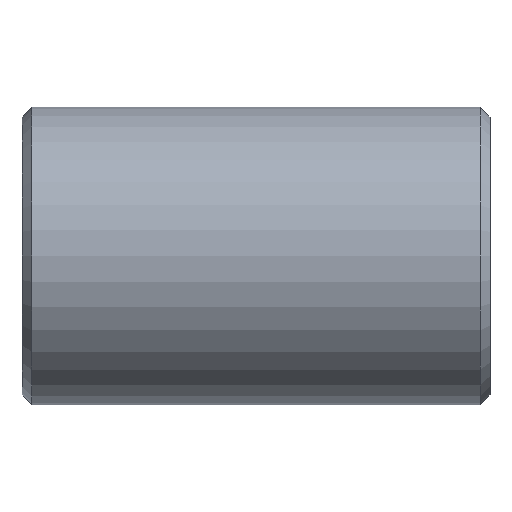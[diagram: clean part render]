
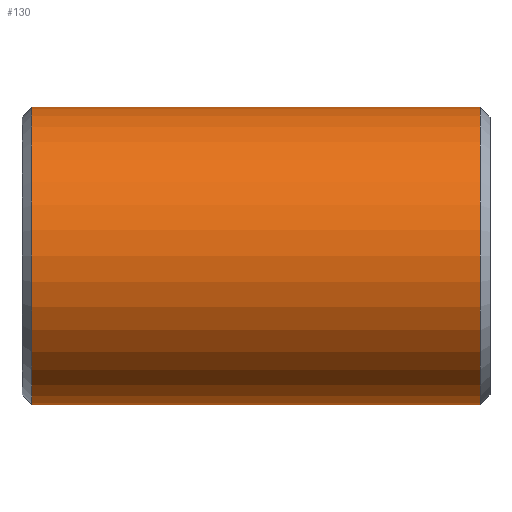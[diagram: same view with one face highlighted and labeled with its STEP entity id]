
A CAD part, front view. The second image highlights one B-rep face of the part: STEP entity #130.
In plain terms, the highlighted cylindrical face has radius 177.8 mm (diameter 355.6 mm), a partial arc.
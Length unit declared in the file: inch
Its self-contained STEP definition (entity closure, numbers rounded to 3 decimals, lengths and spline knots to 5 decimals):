
#4 = CARTESIAN_POINT ( 'NONE',  ( -10.53133, 0., 0. ) ) ;
#8 = VERTEX_POINT ( 'NONE', #141 ) ;
#14 = DIRECTION ( 'NONE',  ( 1., 0., 0. ) ) ;
#37 = EDGE_CURVE ( 'NONE', #8, #595, #374, .T. ) ;
#38 = LINE ( 'NONE', #352, #590 ) ;
#65 = CIRCLE ( 'NONE', #406, 7. ) ;
#71 = CIRCLE ( 'NONE', #182, 7. ) ;
#77 = CARTESIAN_POINT ( 'NONE',  ( 10.53133, 0., 0. ) ) ;
#84 = VERTEX_POINT ( 'NONE', #497 ) ;
#99 = VECTOR ( 'NONE', #551, 39.37008 ) ;
#100 = ORIENTED_EDGE ( 'NONE', *, *, #342, .F. ) ;
#111 = LINE ( 'NONE', #290, #165 ) ;
#115 = DIRECTION ( 'NONE',  ( 0., 0., 1. ) ) ;
#130 = ADVANCED_FACE ( 'NONE', ( #572 ), #217, .T. ) ;
#141 = CARTESIAN_POINT ( 'NONE',  ( 10.53133, 0., 7. ) ) ;
#165 = VECTOR ( 'NONE', #527, 39.37008 ) ;
#182 = AXIS2_PLACEMENT_3D ( 'NONE', #77, #296, #221 ) ;
#190 = CARTESIAN_POINT ( 'NONE',  ( -10.53133, 0., 7. ) ) ;
#192 = CARTESIAN_POINT ( 'NONE',  ( 11., 0., 7. ) ) ;
#202 = CARTESIAN_POINT ( 'NONE',  ( -10.53133, 0., -7. ) ) ;
#211 = CARTESIAN_POINT ( 'NONE',  ( 0., 0., 7. ) ) ;
#217 = CYLINDRICAL_SURFACE ( 'NONE', #458, 7. ) ;
#221 = DIRECTION ( 'NONE',  ( 0., 0., -1. ) ) ;
#239 = ORIENTED_EDGE ( 'NONE', *, *, #540, .F. ) ;
#250 = CARTESIAN_POINT ( 'NONE',  ( 11., 0., 0. ) ) ;
#255 = VECTOR ( 'NONE', #381, 39.37008 ) ;
#278 = ORIENTED_EDGE ( 'NONE', *, *, #492, .T. ) ;
#286 = LINE ( 'NONE', #467, #99 ) ;
#290 = CARTESIAN_POINT ( 'NONE',  ( 11., 0., 7. ) ) ;
#296 = DIRECTION ( 'NONE',  ( -1., 0., 0. ) ) ;
#306 = DIRECTION ( 'NONE',  ( -1., 0., 0. ) ) ;
#342 = EDGE_CURVE ( 'NONE', #405, #501, #38, .T. ) ;
#352 = CARTESIAN_POINT ( 'NONE',  ( 11., 0., -7. ) ) ;
#374 = LINE ( 'NONE', #192, #255 ) ;
#375 = ORIENTED_EDGE ( 'NONE', *, *, #593, .T. ) ;
#381 = DIRECTION ( 'NONE',  ( -1., 0., 0. ) ) ;
#384 = ORIENTED_EDGE ( 'NONE', *, *, #425, .T. ) ;
#404 = CARTESIAN_POINT ( 'NONE',  ( 0., 0., -7. ) ) ;
#405 = VERTEX_POINT ( 'NONE', #404 ) ;
#406 = AXIS2_PLACEMENT_3D ( 'NONE', #4, #14, #115 ) ;
#420 = VERTEX_POINT ( 'NONE', #190 ) ;
#425 = EDGE_CURVE ( 'NONE', #420, #501, #65, .T. ) ;
#426 = EDGE_LOOP ( 'NONE', ( #239, #375, #561, #278, #384, #100 ) ) ;
#432 = DIRECTION ( 'NONE',  ( 0., 0., 1. ) ) ;
#458 = AXIS2_PLACEMENT_3D ( 'NONE', #250, #585, #432 ) ;
#467 = CARTESIAN_POINT ( 'NONE',  ( 11., 0., -7. ) ) ;
#492 = EDGE_CURVE ( 'NONE', #595, #420, #111, .T. ) ;
#497 = CARTESIAN_POINT ( 'NONE',  ( 10.53133, 0., -7. ) ) ;
#501 = VERTEX_POINT ( 'NONE', #202 ) ;
#527 = DIRECTION ( 'NONE',  ( -1., 0., 0. ) ) ;
#540 = EDGE_CURVE ( 'NONE', #84, #405, #286, .T. ) ;
#551 = DIRECTION ( 'NONE',  ( -1., 0., 0. ) ) ;
#561 = ORIENTED_EDGE ( 'NONE', *, *, #37, .T. ) ;
#572 = FACE_OUTER_BOUND ( 'NONE', #426, .T. ) ;
#585 = DIRECTION ( 'NONE',  ( -1., 0., 0. ) ) ;
#590 = VECTOR ( 'NONE', #306, 39.37008 ) ;
#593 = EDGE_CURVE ( 'NONE', #84, #8, #71, .T. ) ;
#595 = VERTEX_POINT ( 'NONE', #211 ) ;
